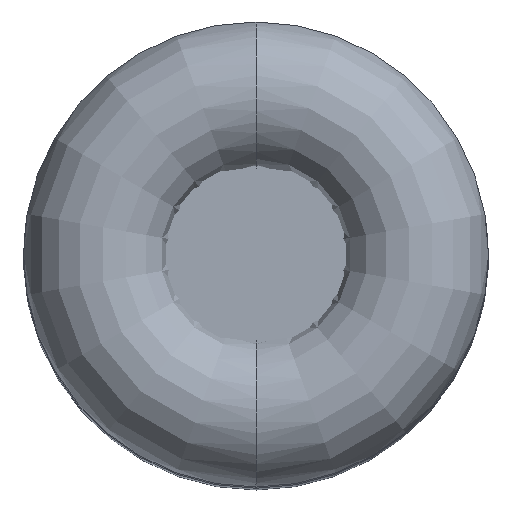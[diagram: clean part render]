
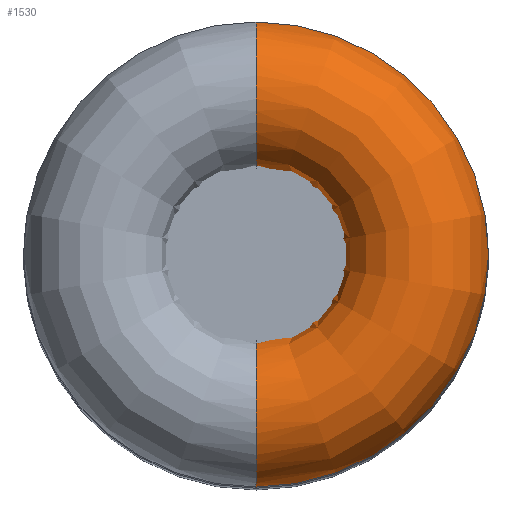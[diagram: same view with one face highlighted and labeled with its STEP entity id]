
A CAD part, top view. The second image highlights one B-rep face of the part: STEP entity #1530.
In plain terms, the highlighted face is a revolution surface.
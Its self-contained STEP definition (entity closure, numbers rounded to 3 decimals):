
#1219=CARTESIAN_POINT('',(0.,4.517,93.014));
#1250=CARTESIAN_POINT('',(0.,12.5,93.014));
#1255=CARTESIAN_POINT('',(0.,0.,93.014));
#1256=DIRECTION('',(0.,0.,-1.));
#1257=DIRECTION('',(0.,1.,0.));
#1258=AXIS2_PLACEMENT_3D('',#1255,#1256,#1257);
#1263=CARTESIAN_POINT('',(0.,-4.517,93.014));
#1294=CARTESIAN_POINT('',(0.,-12.5,93.014));
#1299=CARTESIAN_POINT('',(0.,12.5,93.014));
#1300=CARTESIAN_POINT('',(0.,12.5,93.158));
#1301=CARTESIAN_POINT('',(0.,12.484,93.447));
#1302=CARTESIAN_POINT('',(0.,12.414,93.874));
#1303=CARTESIAN_POINT('',(0.,12.298,94.291));
#1304=CARTESIAN_POINT('',(0.,12.138,94.694));
#1305=CARTESIAN_POINT('',(0.,11.935,95.076));
#1306=CARTESIAN_POINT('',(0.,11.692,95.435));
#1307=CARTESIAN_POINT('',(0.,11.412,95.765));
#1308=CARTESIAN_POINT('',(0.,11.098,96.063));
#1309=CARTESIAN_POINT('',(0.,10.753,96.325));
#1310=CARTESIAN_POINT('',(0.,10.382,96.548));
#1311=CARTESIAN_POINT('',(0.,9.989,96.73));
#1312=CARTESIAN_POINT('',(0.,9.578,96.868));
#1313=CARTESIAN_POINT('',(0.,9.155,96.961));
#1314=CARTESIAN_POINT('',(0.,8.725,97.008));
#1315=CARTESIAN_POINT('',(0.,8.292,97.008));
#1316=CARTESIAN_POINT('',(0.,7.861,96.961));
#1317=CARTESIAN_POINT('',(0.,7.438,96.868));
#1318=CARTESIAN_POINT('',(0.,7.028,96.73));
#1319=CARTESIAN_POINT('',(0.,6.635,96.548));
#1320=CARTESIAN_POINT('',(0.,6.264,96.325));
#1321=CARTESIAN_POINT('',(0.,5.919,96.063));
#1322=CARTESIAN_POINT('',(0.,5.605,95.765));
#1323=CARTESIAN_POINT('',(0.,5.325,95.435));
#1324=CARTESIAN_POINT('',(0.,5.082,95.076));
#1325=CARTESIAN_POINT('',(0.,4.879,94.694));
#1326=CARTESIAN_POINT('',(0.,4.718,94.291));
#1327=CARTESIAN_POINT('',(0.,4.603,93.874));
#1328=CARTESIAN_POINT('',(0.,4.533,93.447));
#1329=CARTESIAN_POINT('',(0.,4.517,93.158));
#1330=CARTESIAN_POINT('',(0.,4.517,93.014));
#1335=CARTESIAN_POINT('',(0.,0.,93.014));
#1336=DIRECTION('',(0.,0.,-1.));
#1337=DIRECTION('',(0.,1.,0.));
#1338=AXIS2_PLACEMENT_3D('',#1335,#1336,#1337);
#1343=CARTESIAN_POINT('',(0.,-12.5,93.014));
#1344=CARTESIAN_POINT('',(0.,-12.5,93.158));
#1345=CARTESIAN_POINT('',(0.,-12.484,
93.447));
#1346=CARTESIAN_POINT('',(0.,-12.414,93.874));
#1347=CARTESIAN_POINT('',(0.,-12.298,94.291));
#1348=CARTESIAN_POINT('',(0.,-12.138,94.694));
#1349=CARTESIAN_POINT('',(0.,-11.935,95.076));
#1350=CARTESIAN_POINT('',(0.,-11.692,95.435));
#1351=CARTESIAN_POINT('',(0.,-11.412,95.765));
#1352=CARTESIAN_POINT('',(0.,-11.098,96.063));
#1353=CARTESIAN_POINT('',(0.,-10.753,96.325));
#1354=CARTESIAN_POINT('',(0.,-10.382,96.548));
#1355=CARTESIAN_POINT('',(0.,-9.989,96.73));
#1356=CARTESIAN_POINT('',(0.,-9.578,96.868));
#1357=CARTESIAN_POINT('',(0.,-9.155,96.961));
#1358=CARTESIAN_POINT('',(0.,-8.725,97.008));
#1359=CARTESIAN_POINT('',(0.,-8.292,97.008));
#1360=CARTESIAN_POINT('',(0.,-7.861,96.961));
#1361=CARTESIAN_POINT('',(0.,-7.438,96.868));
#1362=CARTESIAN_POINT('',(0.,-7.028,96.73));
#1363=CARTESIAN_POINT('',(0.,-6.635,96.548));
#1364=CARTESIAN_POINT('',(0.,-6.264,96.325));
#1365=CARTESIAN_POINT('',(0.,-5.919,96.063));
#1366=CARTESIAN_POINT('',(0.,-5.605,95.765));
#1367=CARTESIAN_POINT('',(0.,-5.325,95.435));
#1368=CARTESIAN_POINT('',(0.,-5.082,95.076));
#1369=CARTESIAN_POINT('',(0.,-4.879,94.694));
#1370=CARTESIAN_POINT('',(0.,-4.718,94.291));
#1371=CARTESIAN_POINT('',(0.,-4.603,93.874));
#1372=CARTESIAN_POINT('',(0.,-4.533,93.447));
#1373=CARTESIAN_POINT('',(0.,-4.517,93.158));
#1374=CARTESIAN_POINT('',(0.,-4.517,93.014));
#1387=VERTEX_POINT('',#1219);
#1388=VERTEX_POINT('',#1250);
#1389=VERTEX_POINT('',#1263);
#1390=VERTEX_POINT('',#1294);
#1485=CARTESIAN_POINT('',(0.,12.5,93.014));
#1486=CARTESIAN_POINT('',(0.,12.5,93.158));
#1487=CARTESIAN_POINT('',(0.,12.484,93.447));
#1488=CARTESIAN_POINT('',(0.,12.414,93.874));
#1489=CARTESIAN_POINT('',(0.,12.298,94.291));
#1490=CARTESIAN_POINT('',(0.,12.138,94.694));
#1491=CARTESIAN_POINT('',(0.,11.935,95.076));
#1492=CARTESIAN_POINT('',(0.,11.692,95.435));
#1493=CARTESIAN_POINT('',(0.,11.412,95.765));
#1494=CARTESIAN_POINT('',(0.,11.098,96.063));
#1495=CARTESIAN_POINT('',(0.,10.753,96.325));
#1496=CARTESIAN_POINT('',(0.,10.382,96.548));
#1497=CARTESIAN_POINT('',(0.,9.989,96.73));
#1498=CARTESIAN_POINT('',(0.,9.578,96.868));
#1499=CARTESIAN_POINT('',(0.,9.155,96.961));
#1500=CARTESIAN_POINT('',(0.,8.725,97.008));
#1501=CARTESIAN_POINT('',(0.,8.292,97.008));
#1502=CARTESIAN_POINT('',(0.,7.861,96.961));
#1503=CARTESIAN_POINT('',(0.,7.438,96.868));
#1504=CARTESIAN_POINT('',(0.,7.028,96.73));
#1505=CARTESIAN_POINT('',(0.,6.635,96.548));
#1506=CARTESIAN_POINT('',(0.,6.264,96.325));
#1507=CARTESIAN_POINT('',(0.,5.919,96.063));
#1508=CARTESIAN_POINT('',(0.,5.605,95.765));
#1509=CARTESIAN_POINT('',(0.,5.325,95.435));
#1510=CARTESIAN_POINT('',(0.,5.082,95.076));
#1511=CARTESIAN_POINT('',(0.,4.879,94.694));
#1512=CARTESIAN_POINT('',(0.,4.718,94.291));
#1513=CARTESIAN_POINT('',(0.,4.603,93.874));
#1514=CARTESIAN_POINT('',(0.,4.533,93.447));
#1515=CARTESIAN_POINT('',(0.,4.517,93.158));
#1516=CARTESIAN_POINT('',(0.,4.517,93.014));
#1518=CARTESIAN_POINT('',(0.,0.,-4.85));
#1519=DIRECTION('',(0.,0.,1.));
#1520=AXIS1_PLACEMENT('',#1518,#1519);
#1521=SURFACE_OF_REVOLUTION('',#1517,#1520);
#1523=ORIENTED_EDGE('',*,*,#1522,.F.);
#1524=ORIENTED_EDGE('',*,*,#1480,.T.);
#1526=ORIENTED_EDGE('',*,*,#1525,.T.);
#1527=ORIENTED_EDGE('',*,*,#1477,.F.);
#1528=EDGE_LOOP('',(#1523,#1524,#1526,#1527));
#1529=FACE_OUTER_BOUND('',#1528,.F.);
#1259=CIRCLE('',#1258,4.517);
#1331=B_SPLINE_CURVE_WITH_KNOTS('',3,(#1299,#1300,#1301,#1302,#1303,#1304,#1305,
#1306,#1307,#1308,#1309,#1310,#1311,#1312,#1313,#1314,#1315,#1316,#1317,#1318,
#1319,#1320,#1321,#1322,#1323,#1324,#1325,#1326,#1327,#1328,#1329,#1330),
.UNSPECIFIED.,.F.,.F.,(4,1,1,1,1,1,1,1,1,1,1,1,1,1,1,1,1,1,1,1,1,1,1,1,1,1,1,1,
1,4),(0.,0.034,0.069,0.103,
0.138,0.172,0.207,0.241,
0.276,0.31,0.345,0.379,
0.414,0.448,0.483,0.517,
0.552,0.586,0.621,0.655,
0.69,0.724,0.759,0.793,
0.828,0.862,0.897,0.931,
0.966,1.),.UNSPECIFIED.);
#1339=CIRCLE('',#1338,12.5);
#1375=B_SPLINE_CURVE_WITH_KNOTS('',3,(#1343,#1344,#1345,#1346,#1347,#1348,#1349,
#1350,#1351,#1352,#1353,#1354,#1355,#1356,#1357,#1358,#1359,#1360,#1361,#1362,
#1363,#1364,#1365,#1366,#1367,#1368,#1369,#1370,#1371,#1372,#1373,#1374),
.UNSPECIFIED.,.F.,.F.,(4,1,1,1,1,1,1,1,1,1,1,1,1,1,1,1,1,1,1,1,1,1,1,1,1,1,1,1,
1,4),(0.,0.034,0.069,0.103,
0.138,0.172,0.207,0.241,
0.276,0.31,0.345,0.379,
0.414,0.448,0.483,0.517,
0.552,0.586,0.621,0.655,
0.69,0.724,0.759,0.793,
0.828,0.862,0.897,0.931,
0.966,1.),.UNSPECIFIED.);
#1477=EDGE_CURVE('',#1387,#1389,#1259,.T.);
#1480=EDGE_CURVE('',#1388,#1390,#1339,.T.);
#1517=B_SPLINE_CURVE_WITH_KNOTS('',3,(#1485,#1486,#1487,#1488,#1489,#1490,#1491,
#1492,#1493,#1494,#1495,#1496,#1497,#1498,#1499,#1500,#1501,#1502,#1503,#1504,
#1505,#1506,#1507,#1508,#1509,#1510,#1511,#1512,#1513,#1514,#1515,#1516),
.UNSPECIFIED.,.F.,.F.,(4,1,1,1,1,1,1,1,1,1,1,1,1,1,1,1,1,1,1,1,1,1,1,1,1,1,1,1,
1,4),(0.,0.034,0.069,0.103,
0.138,0.172,0.207,0.241,
0.276,0.31,0.345,0.379,
0.414,0.448,0.483,0.517,
0.552,0.586,0.621,0.655,
0.69,0.724,0.759,0.793,
0.828,0.862,0.897,0.931,
0.966,1.),.UNSPECIFIED.);
#1522=EDGE_CURVE('',#1388,#1387,#1331,.T.);
#1525=EDGE_CURVE('',#1390,#1389,#1375,.T.);
#1530=ADVANCED_FACE('',(#1529),#1521,.T.);
